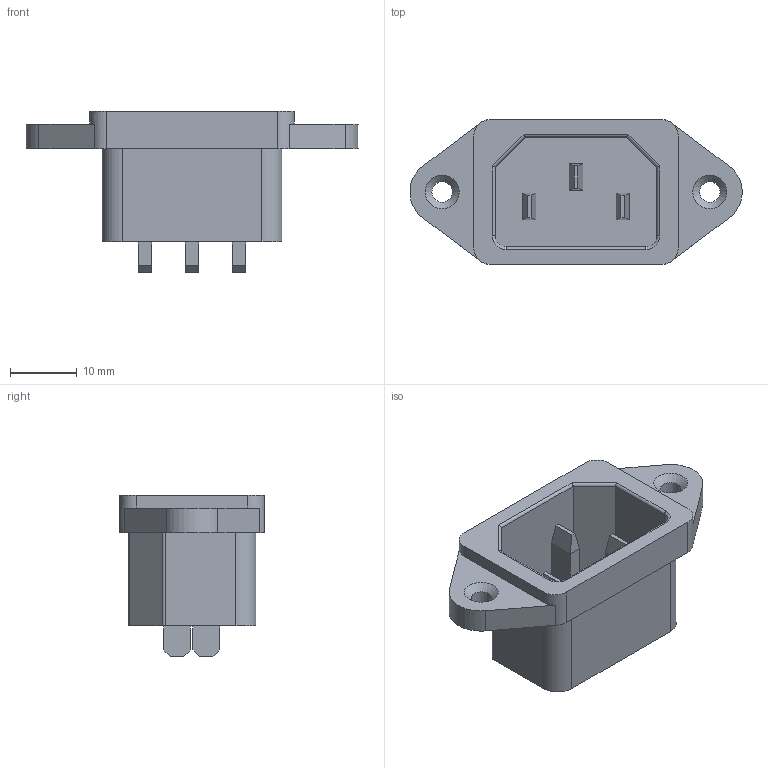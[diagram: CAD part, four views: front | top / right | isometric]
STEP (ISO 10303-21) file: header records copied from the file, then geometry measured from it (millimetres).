
FILE_DESCRIPTION(/* description */ (''),/* implementation_level */ '2;1');
FILE_NAME(/* name */ 'Kettle Plug Female IEC C14.step',/* time_stamp */ '2020-01-18T22:49:35+00:00',/* author */ (''),/* organization */ (''),/* preprocessor_version */ 'ST-DEVELOPER v18',/* originating_system */ 'Autodesk Translation Framework v8.12.0.6',/* authorisation */ '');
FILE_SCHEMA (('AUTOMOTIVE_DESIGN { 1 0 10303 214 3 1 1 }'));
Length unit declared in the file: millimetre
Products named in the file (1): Kettle Plug Male
Bounding box: 49.87 x 21.8 x 24.2 mm (x, y, z)
Volume: 5358.1 mm3; surface area: 5449.1 mm2
Topology: 1 solids, 1 shells, 100 faces, 248 edges, 158 vertices
Faces by surface type: plane 74, cylinder 22, torus 2, cone 2
Full cylindrical faces by diameter (mm): 3.1 x2
Entity records: 3008 total; most frequent: CARTESIAN_POINT 507, DIRECTION 498, ORIENTED_EDGE 496, EDGE_CURVE 248, LINE 200, VECTOR 200, VERTEX_POINT 158, AXIS2_PLACEMENT_3D 149
